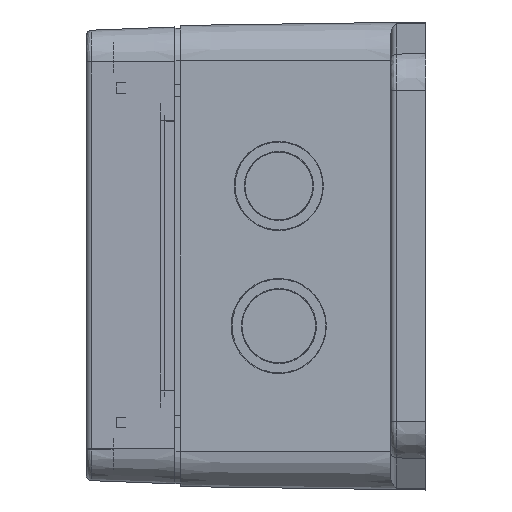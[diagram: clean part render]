
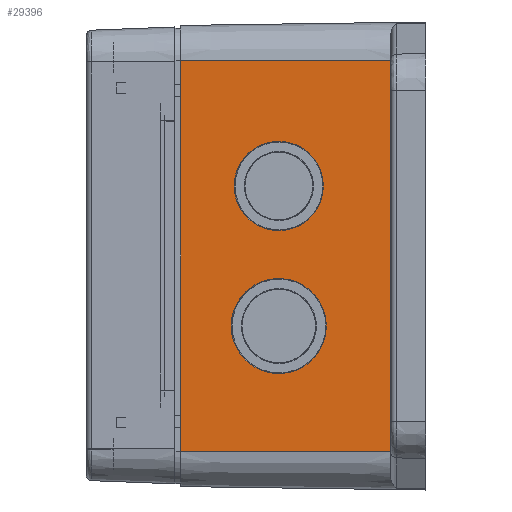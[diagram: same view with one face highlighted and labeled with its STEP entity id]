
A CAD part, left-side view. The second image highlights one B-rep face of the part: STEP entity #29396.
In plain terms, the highlighted planar face has unit normal (-1, 0.014, 0).
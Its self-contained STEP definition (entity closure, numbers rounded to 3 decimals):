
#1771 = CARTESIAN_POINT ( 'NONE',  ( -240.014, -1., 33.5 ) ) ;
#2011 = CARTESIAN_POINT ( 'NONE',  ( -240.249, -17.798, -12. ) ) ;
#2057 = FACE_OUTER_BOUND ( 'NONE', #4925, .T. ) ;
#2150 = CARTESIAN_POINT ( 'NONE',  ( -240., 0., -33.5 ) ) ;
#2857 = EDGE_CURVE ( 'NONE', #19122, #17594, #26933, .T. ) ;
#2927 = PLANE ( 'NONE',  #16161 ) ;
#2932 = VERTEX_POINT ( 'NONE', #22613 ) ;
#4554 = AXIS2_PLACEMENT_3D ( 'NONE', #14943, #10778, #10670 ) ;
#4599 = AXIS2_PLACEMENT_3D ( 'NONE', #14970, #8205, #15058 ) ;
#4608 = ORIENTED_EDGE ( 'NONE', *, *, #2857, .F. ) ;
#4925 = EDGE_LOOP ( 'NONE', ( #20923, #24026, #18650, #4608 ) ) ;
#5415 = EDGE_CURVE ( 'NONE', #2932, #18796, #28566, .T. ) ;
#5887 = LINE ( 'NONE', #10697, #21574 ) ;
#6742 = DIRECTION ( 'NONE',  ( -0.014, -1., 0. ) ) ;
#6880 = EDGE_CURVE ( 'NONE', #22227, #11546, #18540, .T. ) ;
#8030 = VECTOR ( 'NONE', #6742, 1000. ) ;
#8205 = DIRECTION ( 'NONE',  ( 1., -0.014, 0. ) ) ;
#8672 = AXIS2_PLACEMENT_3D ( 'NONE', #26602, #22129, #26802 ) ;
#9099 = CARTESIAN_POINT ( 'NONE',  ( -240.142, -10.149, 12. ) ) ;
#9658 = VECTOR ( 'NONE', #10859, 1000. ) ;
#10070 = EDGE_LOOP ( 'NONE', ( #21031, #17312 ) ) ;
#10282 = CIRCLE ( 'NONE', #23699, 8.15 ) ;
#10670 = DIRECTION ( 'NONE',  ( -0.014, -1., 0. ) ) ;
#10697 = CARTESIAN_POINT ( 'NONE',  ( -7207.807, -499000., 33.5 ) ) ;
#10778 = DIRECTION ( 'NONE',  ( 1., -0.014, 0. ) ) ;
#10859 = DIRECTION ( 'NONE',  ( 0., 0., 1. ) ) ;
#10916 = VERTEX_POINT ( 'NONE', #26839 ) ;
#10945 = ORIENTED_EDGE ( 'NONE', *, *, #6880, .T. ) ;
#10978 = FACE_BOUND ( 'NONE', #20163, .T. ) ;
#11303 = CARTESIAN_POINT ( 'NONE',  ( -240.014, -1., 33.5 ) ) ;
#11522 = EDGE_CURVE ( 'NONE', #11546, #22227, #10282, .T. ) ;
#11546 = VERTEX_POINT ( 'NONE', #13372 ) ;
#11792 = CARTESIAN_POINT ( 'NONE',  ( -240.517, -37., 33.5 ) ) ;
#12096 = CARTESIAN_POINT ( 'NONE',  ( -240., 0., 33.5 ) ) ;
#12928 = DIRECTION ( 'NONE',  ( 0., 0., 1. ) ) ;
#13372 = CARTESIAN_POINT ( 'NONE',  ( -240.135, -9.649, -12. ) ) ;
#13576 = DIRECTION ( 'NONE',  ( 1., -0.014, 0. ) ) ;
#13647 = CARTESIAN_POINT ( 'NONE',  ( -240.014, -1., -33.5 ) ) ;
#14943 = CARTESIAN_POINT ( 'NONE',  ( -240.249, -17.798, 12. ) ) ;
#14970 = CARTESIAN_POINT ( 'NONE',  ( -240.249, -17.798, 12. ) ) ;
#15058 = DIRECTION ( 'NONE',  ( -0.014, -1., 0. ) ) ;
#16161 = AXIS2_PLACEMENT_3D ( 'NONE', #12096, #20942, #28035 ) ;
#16245 = EDGE_CURVE ( 'NONE', #10916, #17595, #20581, .T. ) ;
#17276 = EDGE_CURVE ( 'NONE', #17595, #10916, #18768, .T. ) ;
#17288 = LINE ( 'NONE', #2150, #8030 ) ;
#17312 = ORIENTED_EDGE ( 'NONE', *, *, #17276, .T. ) ;
#17426 = EDGE_CURVE ( 'NONE', #17594, #18796, #5887, .T. ) ;
#17594 = VERTEX_POINT ( 'NONE', #11303 ) ;
#17595 = VERTEX_POINT ( 'NONE', #9099 ) ;
#17867 = DIRECTION ( 'NONE',  ( -0.014, -1., 0. ) ) ;
#18540 = CIRCLE ( 'NONE', #8672, 8.15 ) ;
#18650 = ORIENTED_EDGE ( 'NONE', *, *, #17426, .F. ) ;
#18768 = CIRCLE ( 'NONE', #4599, 7.65 ) ;
#18796 = VERTEX_POINT ( 'NONE', #11792 ) ;
#19122 = VERTEX_POINT ( 'NONE', #13647 ) ;
#19507 = FACE_BOUND ( 'NONE', #10070, .T. ) ;
#20163 = EDGE_LOOP ( 'NONE', ( #10945, #22523 ) ) ;
#20581 = CIRCLE ( 'NONE', #4554, 7.65 ) ;
#20883 = VECTOR ( 'NONE', #12928, 1000. ) ;
#20923 = ORIENTED_EDGE ( 'NONE', *, *, #25576, .T. ) ;
#20942 = DIRECTION ( 'NONE',  ( -1., 0.014, 0. ) ) ;
#21031 = ORIENTED_EDGE ( 'NONE', *, *, #16245, .T. ) ;
#21574 = VECTOR ( 'NONE', #17867, 1000. ) ;
#22129 = DIRECTION ( 'NONE',  ( 1., -0.014, 0. ) ) ;
#22227 = VERTEX_POINT ( 'NONE', #25586 ) ;
#22523 = ORIENTED_EDGE ( 'NONE', *, *, #11522, .T. ) ;
#22613 = CARTESIAN_POINT ( 'NONE',  ( -240.517, -37., -33.5 ) ) ;
#23699 = AXIS2_PLACEMENT_3D ( 'NONE', #2011, #13576, #29420 ) ;
#24026 = ORIENTED_EDGE ( 'NONE', *, *, #5415, .T. ) ;
#25576 = EDGE_CURVE ( 'NONE', #19122, #2932, #17288, .T. ) ;
#25586 = CARTESIAN_POINT ( 'NONE',  ( -240.362, -25.948, -12. ) ) ;
#26602 = CARTESIAN_POINT ( 'NONE',  ( -240.249, -17.798, -12. ) ) ;
#26802 = DIRECTION ( 'NONE',  ( -0.014, -1., 0. ) ) ;
#26839 = CARTESIAN_POINT ( 'NONE',  ( -240.355, -25.448, 12. ) ) ;
#26933 = LINE ( 'NONE', #1771, #20883 ) ;
#28035 = DIRECTION ( 'NONE',  ( -0.014, -1., 0. ) ) ;
#28566 = LINE ( 'NONE', #28794, #9658 ) ;
#28794 = CARTESIAN_POINT ( 'NONE',  ( -240.517, -37., 33.5 ) ) ;
#29396 = ADVANCED_FACE ( 'NONE', ( #2057, #10978, #19507 ), #2927, .T. ) ;
#29420 = DIRECTION ( 'NONE',  ( -0.014, -1., 0. ) ) ;
